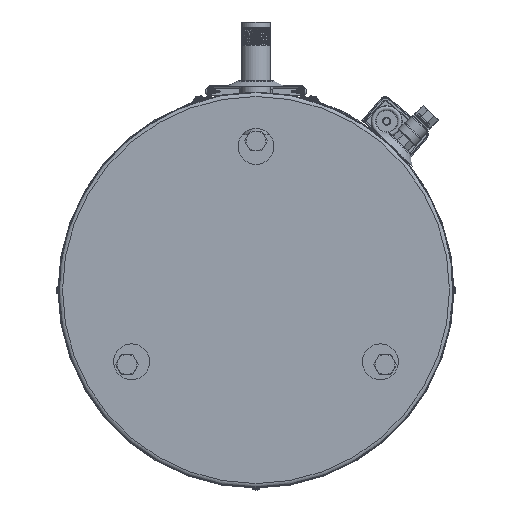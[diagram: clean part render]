
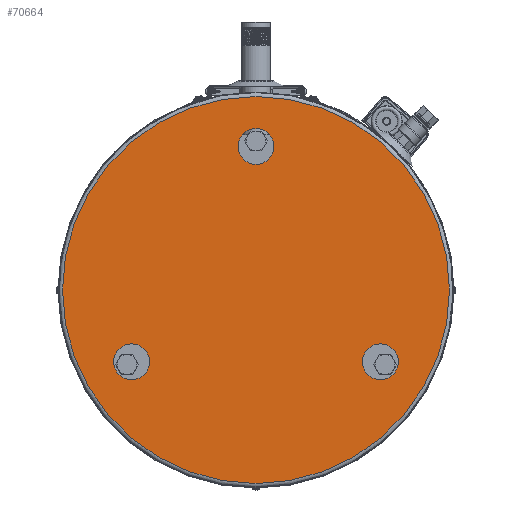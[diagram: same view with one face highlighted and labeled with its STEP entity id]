
A CAD part, front view. The second image highlights one B-rep face of the part: STEP entity #70664.
In plain terms, the highlighted planar face has unit normal (0, -1, 0).
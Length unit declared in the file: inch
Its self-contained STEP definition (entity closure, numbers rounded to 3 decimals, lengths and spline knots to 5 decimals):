
#1159 = EDGE_LOOP ( 'NONE', ( #52374 ) ) ;
#2296 = DIRECTION ( 'NONE',  ( 0., -1., 0. ) ) ;
#6585 = AXIS2_PLACEMENT_3D ( 'NONE', #110126, #121006, #23014 ) ;
#7917 = ORIENTED_EDGE ( 'NONE', *, *, #66144, .T. ) ;
#10796 = EDGE_LOOP ( 'NONE', ( #7917 ) ) ;
#13444 = AXIS2_PLACEMENT_3D ( 'NONE', #21349, #119973, #110996 ) ;
#16703 = EDGE_CURVE ( 'NONE', #96529, #96529, #98042, .T. ) ;
#16716 = ORIENTED_EDGE ( 'NONE', *, *, #124008, .T. ) ;
#20218 = CARTESIAN_POINT ( 'NONE',  ( 6.9282, -0.53, -3. ) ) ;
#21349 = CARTESIAN_POINT ( 'NONE',  ( 6.9282, -0.53, -4. ) ) ;
#21564 = AXIS2_PLACEMENT_3D ( 'NONE', #39344, #2296, #29717 ) ;
#22594 = FACE_OUTER_BOUND ( 'NONE', #10796, .T. ) ;
#23014 = DIRECTION ( 'NONE',  ( 0., 0., 1. ) ) ;
#27258 = CARTESIAN_POINT ( 'NONE',  ( 0., -0.53, 8. ) ) ;
#27888 = DIRECTION ( 'NONE',  ( 0., 0., 1. ) ) ;
#29717 = DIRECTION ( 'NONE',  ( 0., 0., -1. ) ) ;
#32836 = PLANE ( 'NONE',  #45168 ) ;
#39344 = CARTESIAN_POINT ( 'NONE',  ( 0., -0.53, 0. ) ) ;
#40840 = CARTESIAN_POINT ( 'NONE',  ( 0., -0.53, 9. ) ) ;
#44297 = DIRECTION ( 'NONE',  ( 0., 1., 0. ) ) ;
#45168 = AXIS2_PLACEMENT_3D ( 'NONE', #110987, #44297, #83601 ) ;
#46272 = EDGE_LOOP ( 'NONE', ( #16716 ) ) ;
#52374 = ORIENTED_EDGE ( 'NONE', *, *, #16703, .T. ) ;
#52540 = VERTEX_POINT ( 'NONE', #54419 ) ;
#54419 = CARTESIAN_POINT ( 'NONE',  ( 0., -0.53, -10.78 ) ) ;
#66144 = EDGE_CURVE ( 'NONE', #52540, #52540, #117018, .T. ) ;
#68757 = VERTEX_POINT ( 'NONE', #40840 ) ;
#69205 = VERTEX_POINT ( 'NONE', #20218 ) ;
#70345 = FACE_BOUND ( 'NONE', #46272, .T. ) ;
#70664 = ADVANCED_FACE ( 'NONE', ( #109719, #118059, #70345, #22594 ), #32836, .F. ) ;
#83601 = DIRECTION ( 'NONE',  ( 0., 0., 1. ) ) ;
#85744 = CARTESIAN_POINT ( 'NONE',  ( -6.9282, -0.53, -3. ) ) ;
#96529 = VERTEX_POINT ( 'NONE', #85744 ) ;
#96554 = DIRECTION ( 'NONE',  ( 0., 1., 0. ) ) ;
#98042 = CIRCLE ( 'NONE', #6585, 1. ) ;
#104108 = EDGE_CURVE ( 'NONE', #69205, #69205, #123206, .T. ) ;
#105047 = CIRCLE ( 'NONE', #113340, 1. ) ;
#109719 = FACE_BOUND ( 'NONE', #123189, .T. ) ;
#110126 = CARTESIAN_POINT ( 'NONE',  ( -6.9282, -0.53, -4. ) ) ;
#110987 = CARTESIAN_POINT ( 'NONE',  ( 0., -0.53, 0. ) ) ;
#110996 = DIRECTION ( 'NONE',  ( 0., 0., 1. ) ) ;
#113340 = AXIS2_PLACEMENT_3D ( 'NONE', #27258, #96554, #27888 ) ;
#115474 = ORIENTED_EDGE ( 'NONE', *, *, #104108, .T. ) ;
#117018 = CIRCLE ( 'NONE', #21564, 10.78 ) ;
#118059 = FACE_BOUND ( 'NONE', #1159, .T. ) ;
#119973 = DIRECTION ( 'NONE',  ( 0., 1., 0. ) ) ;
#121006 = DIRECTION ( 'NONE',  ( 0., 1., 0. ) ) ;
#123189 = EDGE_LOOP ( 'NONE', ( #115474 ) ) ;
#123206 = CIRCLE ( 'NONE', #13444, 1. ) ;
#124008 = EDGE_CURVE ( 'NONE', #68757, #68757, #105047, .T. ) ;
